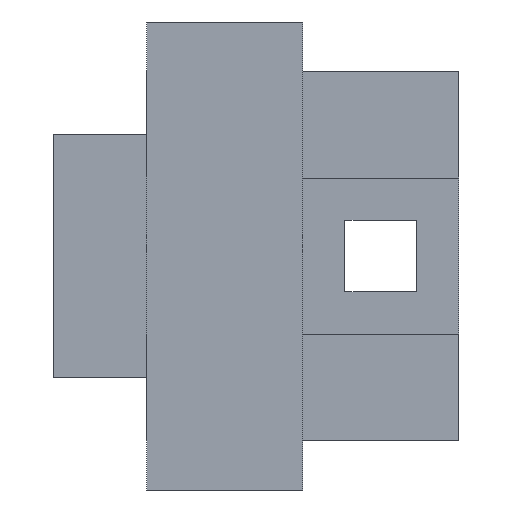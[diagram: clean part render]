
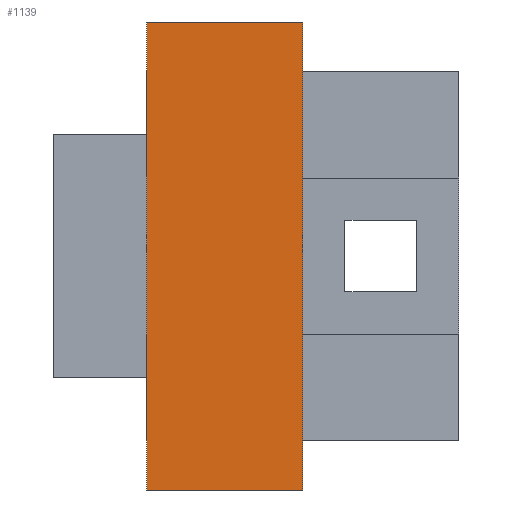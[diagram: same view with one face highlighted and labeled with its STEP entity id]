
A CAD part, front view. The second image highlights one B-rep face of the part: STEP entity #1139.
In plain terms, the highlighted planar face has unit normal (0, -1, 0).
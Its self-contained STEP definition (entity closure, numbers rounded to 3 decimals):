
#53=FACE_OUTER_BOUND('',#121,.T.);
#121=EDGE_LOOP('',(#835,#836,#837,#838));
#227=LINE('',#1685,#383);
#228=LINE('',#1687,#384);
#229=LINE('',#1689,#385);
#230=LINE('',#1690,#386);
#383=VECTOR('',#1377,10.);
#384=VECTOR('',#1378,10.);
#385=VECTOR('',#1379,10.);
#386=VECTOR('',#1380,10.);
#519=VERTEX_POINT('',#1683);
#520=VERTEX_POINT('',#1684);
#521=VERTEX_POINT('',#1686);
#522=VERTEX_POINT('',#1688);
#643=EDGE_CURVE('',#519,#520,#227,.T.);
#644=EDGE_CURVE('',#520,#521,#228,.T.);
#645=EDGE_CURVE('',#522,#521,#229,.T.);
#646=EDGE_CURVE('',#519,#522,#230,.T.);
#835=ORIENTED_EDGE('',*,*,#643,.T.);
#836=ORIENTED_EDGE('',*,*,#644,.T.);
#837=ORIENTED_EDGE('',*,*,#645,.F.);
#838=ORIENTED_EDGE('',*,*,#646,.F.);
#1073=PLANE('',#1225);
#1139=ADVANCED_FACE('',(#53),#1073,.T.);
#1225=AXIS2_PLACEMENT_3D('',#1682,#1375,#1376);
#1375=DIRECTION('center_axis',(0.,-1.,0.));
#1376=DIRECTION('ref_axis',(0.,0.,1.));
#1377=DIRECTION('',(0.,0.,1.));
#1378=DIRECTION('',(-1.,0.,0.));
#1379=DIRECTION('',(0.,0.,1.));
#1380=DIRECTION('',(-1.,0.,0.));
#1682=CARTESIAN_POINT('Origin',(-2.5,-1.25,-7.5));
#1683=CARTESIAN_POINT('',(-2.5,-1.25,-7.5));
#1684=CARTESIAN_POINT('',(-2.5,-1.25,7.5));
#1685=CARTESIAN_POINT('',(-2.5,-1.25,-7.5));
#1686=CARTESIAN_POINT('',(-7.5,-1.25,7.5));
#1687=CARTESIAN_POINT('',(-2.5,-1.25,7.5));
#1688=CARTESIAN_POINT('',(-7.5,-1.25,-7.5));
#1689=CARTESIAN_POINT('',(-7.5,-1.25,-7.5));
#1690=CARTESIAN_POINT('',(-2.5,-1.25,-7.5));
